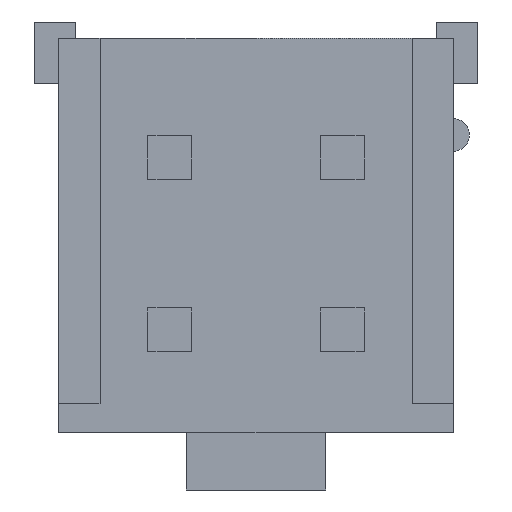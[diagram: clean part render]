
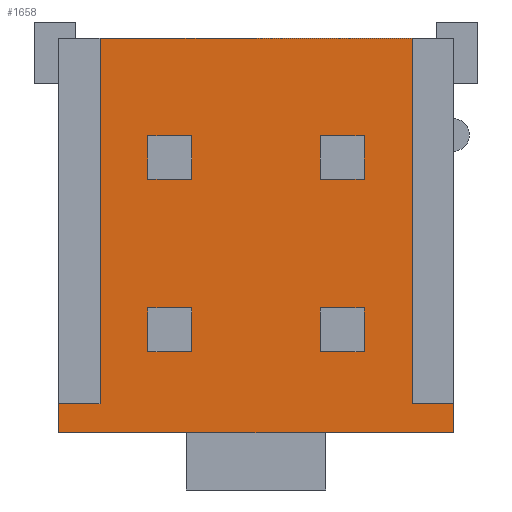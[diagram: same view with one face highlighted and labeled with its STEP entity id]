
A CAD part, front view. The second image highlights one B-rep face of the part: STEP entity #1658.
In plain terms, the highlighted planar face has unit normal (0, -1, 0).
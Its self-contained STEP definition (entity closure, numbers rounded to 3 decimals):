
#17=DIRECTION('',(0.,0.,1.));
#18=VECTOR('',#17,0.7);
#19=CARTESIAN_POINT('',(-4.8,0.7,-4.8));
#20=LINE('',#19,#18);
#137=DIRECTION('',(-1.,0.,0.));
#138=VECTOR('',#137,7.6);
#139=CARTESIAN_POINT('',(3.8,0.7,4.8));
#140=LINE('',#139,#138);
#282=DIRECTION('',(0.,0.,-1.));
#283=VECTOR('',#282,8.9);
#284=CARTESIAN_POINT('',(3.8,0.7,4.8));
#285=LINE('',#284,#283);
#286=DIRECTION('',(-1.,0.,0.));
#287=VECTOR('',#286,9.6);
#288=CARTESIAN_POINT('',(4.8,0.7,-4.8));
#289=LINE('',#288,#287);
#290=DIRECTION('',(0.,0.,1.));
#291=VECTOR('',#290,1.07);
#292=CARTESIAN_POINT('',(2.635,0.7,-2.835));
#293=LINE('',#292,#291);
#294=DIRECTION('',(-1.,0.,0.));
#295=VECTOR('',#294,1.07);
#296=CARTESIAN_POINT('',(2.635,0.7,-1.765));
#297=LINE('',#296,#295);
#298=DIRECTION('',(0.,0.,1.));
#299=VECTOR('',#298,1.07);
#300=CARTESIAN_POINT('',(1.565,0.7,-2.835));
#301=LINE('',#300,#299);
#302=DIRECTION('',(-1.,0.,0.));
#303=VECTOR('',#302,1.07);
#304=CARTESIAN_POINT('',(2.635,0.7,-2.835));
#305=LINE('',#304,#303);
#306=DIRECTION('',(0.,0.,1.));
#307=VECTOR('',#306,1.07);
#308=CARTESIAN_POINT('',(2.635,0.7,1.365));
#309=LINE('',#308,#307);
#310=DIRECTION('',(-1.,0.,0.));
#311=VECTOR('',#310,1.07);
#312=CARTESIAN_POINT('',(2.635,0.7,2.435));
#313=LINE('',#312,#311);
#314=DIRECTION('',(0.,0.,1.));
#315=VECTOR('',#314,1.07);
#316=CARTESIAN_POINT('',(1.565,0.7,1.365));
#317=LINE('',#316,#315);
#318=DIRECTION('',(-1.,0.,0.));
#319=VECTOR('',#318,1.07);
#320=CARTESIAN_POINT('',(2.635,0.7,1.365));
#321=LINE('',#320,#319);
#322=DIRECTION('',(0.,0.,1.));
#323=VECTOR('',#322,1.07);
#324=CARTESIAN_POINT('',(-1.565,0.7,-2.835));
#325=LINE('',#324,#323);
#326=DIRECTION('',(-1.,0.,0.));
#327=VECTOR('',#326,1.07);
#328=CARTESIAN_POINT('',(-1.565,0.7,-1.765));
#329=LINE('',#328,#327);
#330=DIRECTION('',(0.,0.,1.));
#331=VECTOR('',#330,1.07);
#332=CARTESIAN_POINT('',(-2.635,0.7,-2.835));
#333=LINE('',#332,#331);
#334=DIRECTION('',(-1.,0.,0.));
#335=VECTOR('',#334,1.07);
#336=CARTESIAN_POINT('',(-1.565,0.7,-2.835));
#337=LINE('',#336,#335);
#338=DIRECTION('',(0.,0.,1.));
#339=VECTOR('',#338,1.07);
#340=CARTESIAN_POINT('',(-1.565,0.7,1.365));
#341=LINE('',#340,#339);
#342=DIRECTION('',(-1.,0.,0.));
#343=VECTOR('',#342,1.07);
#344=CARTESIAN_POINT('',(-1.565,0.7,2.435));
#345=LINE('',#344,#343);
#346=DIRECTION('',(0.,0.,1.));
#347=VECTOR('',#346,1.07);
#348=CARTESIAN_POINT('',(-2.635,0.7,1.365));
#349=LINE('',#348,#347);
#350=DIRECTION('',(-1.,0.,0.));
#351=VECTOR('',#350,1.07);
#352=CARTESIAN_POINT('',(-1.565,0.7,1.365));
#353=LINE('',#352,#351);
#358=DIRECTION('',(-1.,0.,0.));
#359=VECTOR('',#358,1.);
#360=CARTESIAN_POINT('',(-3.8,0.7,-4.1));
#361=LINE('',#360,#359);
#362=DIRECTION('',(-1.,0.,0.));
#363=VECTOR('',#362,1.);
#364=CARTESIAN_POINT('',(4.8,0.7,-4.1));
#365=LINE('',#364,#363);
#394=DIRECTION('',(0.,0.,-1.));
#395=VECTOR('',#394,8.9);
#396=CARTESIAN_POINT('',(-3.8,0.7,4.8));
#397=LINE('',#396,#395);
#418=DIRECTION('',(0.,0.,1.));
#419=VECTOR('',#418,0.7);
#420=CARTESIAN_POINT('',(4.8,0.7,-4.8));
#421=LINE('',#420,#419);
#1083=CARTESIAN_POINT('',(2.635,0.7,2.435));
#1084=VERTEX_POINT('',#1083);
#1085=CARTESIAN_POINT('',(2.635,0.7,-1.765));
#1086=VERTEX_POINT('',#1085);
#1087=CARTESIAN_POINT('',(1.565,0.7,2.435));
#1088=VERTEX_POINT('',#1087);
#1089=CARTESIAN_POINT('',(1.565,0.7,-1.765));
#1090=VERTEX_POINT('',#1089);
#1092=CARTESIAN_POINT('',(-3.8,0.7,4.8));
#1094=VERTEX_POINT('',#1092);
#1096=CARTESIAN_POINT('',(3.8,0.7,4.8));
#1098=VERTEX_POINT('',#1096);
#1103=CARTESIAN_POINT('',(2.635,0.7,-2.835));
#1104=VERTEX_POINT('',#1103);
#1105=CARTESIAN_POINT('',(2.635,0.7,1.365));
#1106=VERTEX_POINT('',#1105);
#1107=CARTESIAN_POINT('',(1.565,0.7,-2.835));
#1108=VERTEX_POINT('',#1107);
#1109=CARTESIAN_POINT('',(1.565,0.7,1.365));
#1110=VERTEX_POINT('',#1109);
#1151=CARTESIAN_POINT('',(-4.8,0.7,-4.8));
#1152=CARTESIAN_POINT('',(-4.8,0.7,-4.1));
#1153=VERTEX_POINT('',#1151);
#1154=VERTEX_POINT('',#1152);
#1157=CARTESIAN_POINT('',(4.8,0.7,-4.8));
#1158=CARTESIAN_POINT('',(4.8,0.7,-4.1));
#1159=VERTEX_POINT('',#1157);
#1160=VERTEX_POINT('',#1158);
#1167=CARTESIAN_POINT('',(-3.8,0.7,-4.1));
#1168=VERTEX_POINT('',#1167);
#1169=CARTESIAN_POINT('',(3.8,0.7,-4.1));
#1170=VERTEX_POINT('',#1169);
#1251=CARTESIAN_POINT('',(-1.565,0.7,-2.835));
#1252=CARTESIAN_POINT('',(-1.565,0.7,-1.765));
#1253=VERTEX_POINT('',#1251);
#1254=VERTEX_POINT('',#1252);
#1255=CARTESIAN_POINT('',(-1.565,0.7,1.365));
#1256=CARTESIAN_POINT('',(-1.565,0.7,2.435));
#1257=VERTEX_POINT('',#1255);
#1258=VERTEX_POINT('',#1256);
#1259=CARTESIAN_POINT('',(-2.635,0.7,-2.835));
#1260=CARTESIAN_POINT('',(-2.635,0.7,-1.765));
#1261=VERTEX_POINT('',#1259);
#1262=VERTEX_POINT('',#1260);
#1263=CARTESIAN_POINT('',(-2.635,0.7,1.365));
#1264=CARTESIAN_POINT('',(-2.635,0.7,2.435));
#1265=VERTEX_POINT('',#1263);
#1266=VERTEX_POINT('',#1264);
#1598=CARTESIAN_POINT('',(3.8,0.7,4.8));
#1599=DIRECTION('',(0.,1.,0.));
#1600=DIRECTION('',(-1.,0.,0.));
#1601=AXIS2_PLACEMENT_3D('',#1598,#1599,#1600);
#1602=PLANE('',#1601);
#1604=ORIENTED_EDGE('',*,*,#1603,.T.);
#1606=ORIENTED_EDGE('',*,*,#1605,.F.);
#1608=ORIENTED_EDGE('',*,*,#1607,.F.);
#1609=ORIENTED_EDGE('',*,*,#1583,.T.);
#1610=ORIENTED_EDGE('',*,*,#1300,.T.);
#1612=ORIENTED_EDGE('',*,*,#1611,.F.);
#1614=ORIENTED_EDGE('',*,*,#1613,.F.);
#1615=ORIENTED_EDGE('',*,*,#1430,.F.);
#1616=EDGE_LOOP('',(#1604,#1606,#1608,#1609,#1610,#1612,#1614,#1615));
#1617=FACE_OUTER_BOUND('',#1616,.F.);
#1619=ORIENTED_EDGE('',*,*,#1618,.T.);
#1621=ORIENTED_EDGE('',*,*,#1620,.T.);
#1623=ORIENTED_EDGE('',*,*,#1622,.F.);
#1625=ORIENTED_EDGE('',*,*,#1624,.F.);
#1626=EDGE_LOOP('',(#1619,#1621,#1623,#1625));
#1627=FACE_BOUND('',#1626,.F.);
#1629=ORIENTED_EDGE('',*,*,#1628,.T.);
#1631=ORIENTED_EDGE('',*,*,#1630,.T.);
#1633=ORIENTED_EDGE('',*,*,#1632,.F.);
#1635=ORIENTED_EDGE('',*,*,#1634,.F.);
#1636=EDGE_LOOP('',(#1629,#1631,#1633,#1635));
#1637=FACE_BOUND('',#1636,.F.);
#1639=ORIENTED_EDGE('',*,*,#1638,.T.);
#1641=ORIENTED_EDGE('',*,*,#1640,.T.);
#1643=ORIENTED_EDGE('',*,*,#1642,.F.);
#1645=ORIENTED_EDGE('',*,*,#1644,.F.);
#1646=EDGE_LOOP('',(#1639,#1641,#1643,#1645));
#1647=FACE_BOUND('',#1646,.F.);
#1649=ORIENTED_EDGE('',*,*,#1648,.T.);
#1651=ORIENTED_EDGE('',*,*,#1650,.T.);
#1653=ORIENTED_EDGE('',*,*,#1652,.F.);
#1655=ORIENTED_EDGE('',*,*,#1654,.F.);
#1656=EDGE_LOOP('',(#1649,#1651,#1653,#1655));
#1657=FACE_BOUND('',#1656,.F.);
#1658=ADVANCED_FACE('',(#1617,#1627,#1637,#1647,#1657),#1602,.F.);
#1300=EDGE_CURVE('',#1153,#1154,#20,.T.);
#1430=EDGE_CURVE('',#1098,#1094,#140,.T.);
#1583=EDGE_CURVE('',#1159,#1153,#289,.T.);
#1603=EDGE_CURVE('',#1098,#1170,#285,.T.);
#1605=EDGE_CURVE('',#1160,#1170,#365,.T.);
#1607=EDGE_CURVE('',#1159,#1160,#421,.T.);
#1611=EDGE_CURVE('',#1168,#1154,#361,.T.);
#1613=EDGE_CURVE('',#1094,#1168,#397,.T.);
#1618=EDGE_CURVE('',#1104,#1086,#293,.T.);
#1620=EDGE_CURVE('',#1086,#1090,#297,.T.);
#1622=EDGE_CURVE('',#1108,#1090,#301,.T.);
#1624=EDGE_CURVE('',#1104,#1108,#305,.T.);
#1628=EDGE_CURVE('',#1106,#1084,#309,.T.);
#1630=EDGE_CURVE('',#1084,#1088,#313,.T.);
#1632=EDGE_CURVE('',#1110,#1088,#317,.T.);
#1634=EDGE_CURVE('',#1106,#1110,#321,.T.);
#1638=EDGE_CURVE('',#1253,#1254,#325,.T.);
#1640=EDGE_CURVE('',#1254,#1262,#329,.T.);
#1642=EDGE_CURVE('',#1261,#1262,#333,.T.);
#1644=EDGE_CURVE('',#1253,#1261,#337,.T.);
#1648=EDGE_CURVE('',#1257,#1258,#341,.T.);
#1650=EDGE_CURVE('',#1258,#1266,#345,.T.);
#1652=EDGE_CURVE('',#1265,#1266,#349,.T.);
#1654=EDGE_CURVE('',#1257,#1265,#353,.T.);
